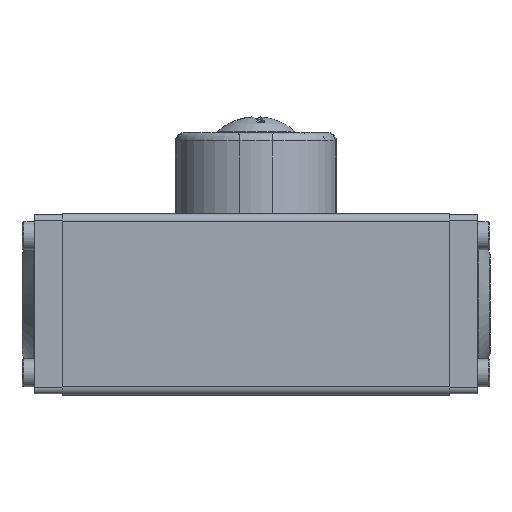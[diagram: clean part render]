
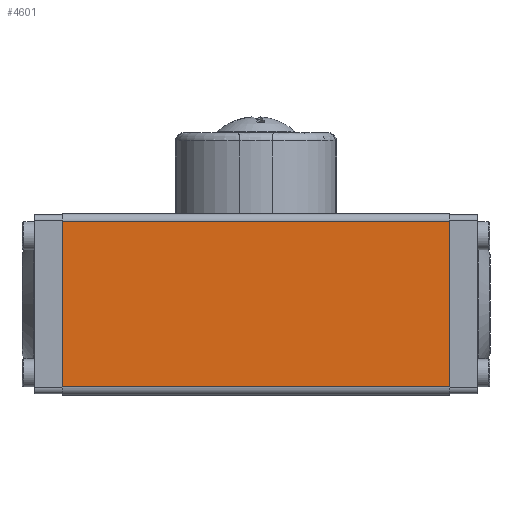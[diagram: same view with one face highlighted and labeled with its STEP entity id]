
A CAD part, left-side view. The second image highlights one B-rep face of the part: STEP entity #4601.
In plain terms, the highlighted planar face has unit normal (-1, 0, 0).
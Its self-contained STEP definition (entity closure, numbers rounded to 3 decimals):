
#730=PLANE('',#16204);
#1055=FACE_OUTER_BOUND('',#6216,.T.);
#1765=LINE('',#22207,#2736);
#1766=LINE('',#22210,#2737);
#1767=LINE('',#22212,#2738);
#1768=LINE('',#22214,#2739);
#2736=VECTOR('',#17774,1.);
#2737=VECTOR('',#17775,1.);
#2738=VECTOR('',#17776,1.);
#2739=VECTOR('',#17777,1.);
#4601=ADVANCED_FACE('',(#1055),#730,.F.);
#6216=EDGE_LOOP('',(#7350,#7351,#7352,#7353));
#7350=ORIENTED_EDGE('',*,*,#13277,.T.);
#7351=ORIENTED_EDGE('',*,*,#13278,.T.);
#7352=ORIENTED_EDGE('',*,*,#13279,.F.);
#7353=ORIENTED_EDGE('',*,*,#13280,.T.);
#11747=VERTEX_POINT('',#22208);
#11748=VERTEX_POINT('',#22209);
#11749=VERTEX_POINT('',#22211);
#11750=VERTEX_POINT('',#22213);
#13277=EDGE_CURVE('',#11747,#11748,#1765,.T.);
#13278=EDGE_CURVE('',#11748,#11749,#1766,.T.);
#13279=EDGE_CURVE('',#11750,#11749,#1767,.T.);
#13280=EDGE_CURVE('',#11750,#11747,#1768,.T.);
#16204=AXIS2_PLACEMENT_3D('',#22215,#17778,#17779);
#17774=DIRECTION('',(0.,0.,-1.));
#17775=DIRECTION('',(0.,-1.,0.));
#17776=DIRECTION('',(0.,0.,-1.));
#17777=DIRECTION('',(0.,1.,0.));
#17778=DIRECTION('',(1.,0.,0.));
#17779=DIRECTION('',(0.,0.,-1.));
#22207=CARTESIAN_POINT('',(-22.5,48.,22.5));
#22208=CARTESIAN_POINT('',(-22.5,48.,20.5));
#22209=CARTESIAN_POINT('',(-22.5,48.,-20.5));
#22210=CARTESIAN_POINT('',(-22.5,-48.,-20.5));
#22211=CARTESIAN_POINT('',(-22.5,-48.,-20.5));
#22212=CARTESIAN_POINT('',(-22.5,-48.,22.5));
#22213=CARTESIAN_POINT('',(-22.5,-48.,20.5));
#22214=CARTESIAN_POINT('',(-22.5,-48.,20.5));
#22215=CARTESIAN_POINT('',(-22.5,-48.,22.5));
